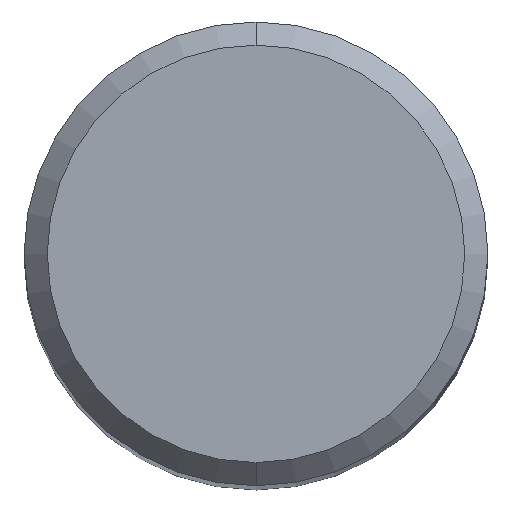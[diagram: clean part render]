
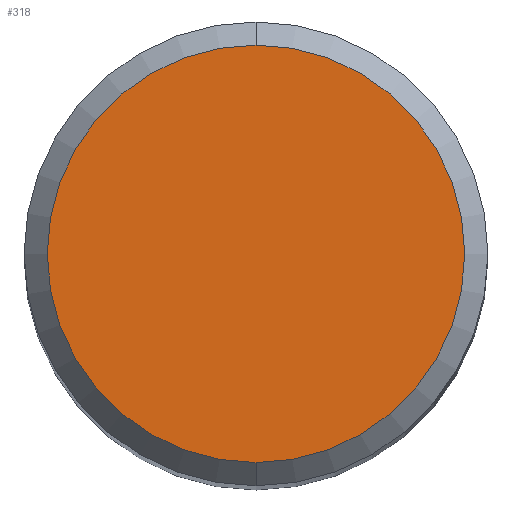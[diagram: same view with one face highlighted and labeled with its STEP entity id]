
A CAD part, top view. The second image highlights one B-rep face of the part: STEP entity #318.
In plain terms, the highlighted planar face has unit normal (0, 0, 1).
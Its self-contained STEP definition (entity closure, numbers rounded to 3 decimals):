
#258=VERTEX_POINT('',#574);
#302=EDGE_CURVE('',#454,#258,#620,.T.);
#318=ADVANCED_FACE('',(#638),#639,.T.);
#368=EDGE_CURVE('',#258,#454,#694,.T.);
#454=VERTEX_POINT('',#785);
#574=CARTESIAN_POINT('',(0.,-5.4,0.0));
#620=CIRCLE('',#1086,5.4);
#638=FACE_OUTER_BOUND('',#1106,.T.);
#639=PLANE('',#1107);
#694=CIRCLE('',#1240,5.4);
#785=CARTESIAN_POINT('',(0.0,5.4,0.0));
#1086=AXIS2_PLACEMENT_3D('',#1674,#1675,#1676);
#1106=EDGE_LOOP('',(#1697,#1698));
#1107=AXIS2_PLACEMENT_3D('',#1699,#1700,#1701);
#1240=AXIS2_PLACEMENT_3D('',#1758,#1759,#1760);
#1674=CARTESIAN_POINT('',(0.0,0.0,0.0));
#1675=DIRECTION('',(0.0,0.0,-1.0));
#1676=DIRECTION('',(0.0,1.0,0.0));
#1697=ORIENTED_EDGE('',*,*,#302,.F.);
#1698=ORIENTED_EDGE('',*,*,#368,.F.);
#1699=CARTESIAN_POINT('',(0.0,2.7,0.0));
#1700=DIRECTION('',(-0.0,0.0,1.0));
#1701=DIRECTION('',(0.0,-1.0,0.0));
#1758=CARTESIAN_POINT('',(0.0,0.0,0.0));
#1759=DIRECTION('',(0.0,0.0,-1.0));
#1760=DIRECTION('',(0.0,1.0,0.0));
